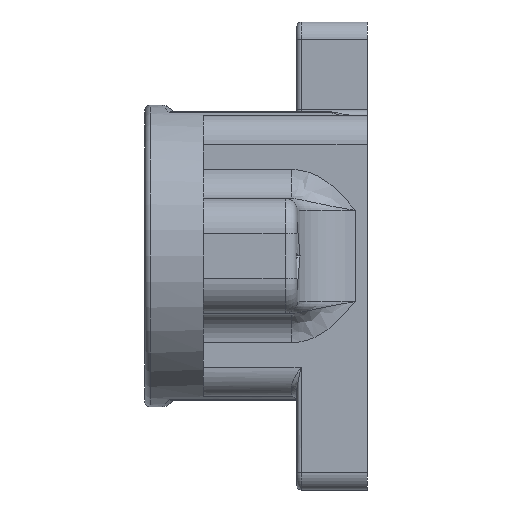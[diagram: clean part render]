
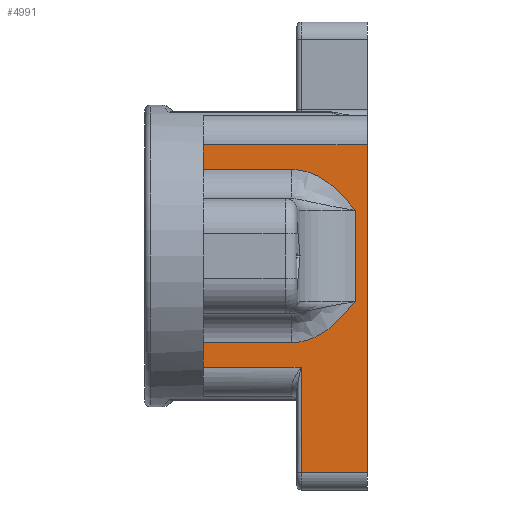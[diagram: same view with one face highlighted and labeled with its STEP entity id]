
A CAD part, left-side view. The second image highlights one B-rep face of the part: STEP entity #4991.
In plain terms, the highlighted planar face has unit normal (-1, 0, 0).
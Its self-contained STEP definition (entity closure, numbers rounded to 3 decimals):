
#162 = VECTOR ( 'NONE', #5140, 1000. ) ;
#181 = VECTOR ( 'NONE', #3803, 1000. ) ;
#315 = CARTESIAN_POINT ( 'NONE',  ( -12., 1., 3.9 ) ) ;
#328 = CARTESIAN_POINT ( 'NONE',  ( -12., 1., -4.9 ) ) ;
#410 = CARTESIAN_POINT ( 'NONE',  ( -12., 2.909, -5.931 ) ) ;
#577 = ORIENTED_EDGE ( 'NONE', *, *, #2383, .T. ) ;
#895 = CARTESIAN_POINT ( 'NONE',  ( -12., 14., -9.5 ) ) ;
#971 = CARTESIAN_POINT ( 'NONE',  ( -12., 14., -7.4 ) ) ;
#998 = ORIENTED_EDGE ( 'NONE', *, *, #7520, .T. ) ;
#1088 = CARTESIAN_POINT ( 'NONE',  ( -12., 1.36, -4.326 ) ) ;
#1127 = LINE ( 'NONE', #6583, #8703 ) ;
#1203 = AXIS2_PLACEMENT_3D ( 'NONE', #8200, #5365, #2026 ) ;
#1245 = EDGE_CURVE ( 'NONE', #7852, #2949, #8882, .T. ) ;
#1376 = CARTESIAN_POINT ( 'NONE',  ( -12., 14., 9.5 ) ) ;
#1398 = CARTESIAN_POINT ( 'NONE',  ( -12., 5.65, -12. ) ) ;
#1418 = LINE ( 'NONE', #1376, #5202 ) ;
#1440 = DIRECTION ( 'NONE',  ( 0., 0., -1. ) ) ;
#1458 = CARTESIAN_POINT ( 'NONE',  ( -12., 6.171, -7.4 ) ) ;
#1606 = ORIENTED_EDGE ( 'NONE', *, *, #8616, .T. ) ;
#1677 = CARTESIAN_POINT ( 'NONE',  ( -12., 5.074, -7.188 ) ) ;
#1692 = ORIENTED_EDGE ( 'NONE', *, *, #8284, .T. ) ;
#1757 = CARTESIAN_POINT ( 'NONE',  ( -12., 1., -3.9 ) ) ;
#1806 = CARTESIAN_POINT ( 'NONE',  ( -12., 3.803, -6.612 ) ) ;
#1852 = CARTESIAN_POINT ( 'NONE',  ( -12., 0., -12. ) ) ;
#1927 = VERTEX_POINT ( 'NONE', #6149 ) ;
#1937 = ORIENTED_EDGE ( 'NONE', *, *, #2346, .T. ) ;
#2026 = DIRECTION ( 'NONE',  ( 0., 0., -1. ) ) ;
#2309 = CARTESIAN_POINT ( 'NONE',  ( -12., 5.345, -7.267 ) ) ;
#2333 = ORIENTED_EDGE ( 'NONE', *, *, #4051, .T. ) ;
#2346 = EDGE_CURVE ( 'NONE', #2879, #5535, #1418, .T. ) ;
#2369 = VERTEX_POINT ( 'NONE', #6914 ) ;
#2383 = EDGE_CURVE ( 'NONE', #2827, #8626, #2994, .T. ) ;
#2463 = CARTESIAN_POINT ( 'NONE',  ( -12., 3.125, -6.111 ) ) ;
#2732 = CARTESIAN_POINT ( 'NONE',  ( -12., 5.65, -18.5 ) ) ;
#2827 = VERTEX_POINT ( 'NONE', #4684 ) ;
#2879 = VERTEX_POINT ( 'NONE', #8191 ) ;
#2949 = VERTEX_POINT ( 'NONE', #315 ) ;
#2984 = B_SPLINE_CURVE_WITH_KNOTS ( 'NONE', 3,
 ( #1757, #1088, #6584, #8641, #7981, #410, #2463, #1806, #5092, #1677, #2309, #7771, #1458, #7679 ),
 .UNSPECIFIED., .F., .F.,
 ( 4, 2, 2, 2, 2, 2, 4 ),
 ( 0., 0.002, 0.002, 0.003, 0.005, 0.006, 0.007 ),
 .UNSPECIFIED. ) ;
#2994 = LINE ( 'NONE', #971, #181 ) ;
#3055 = CARTESIAN_POINT ( 'NONE',  ( -12., 14., -12. ) ) ;
#3155 = ORIENTED_EDGE ( 'NONE', *, *, #3830, .T. ) ;
#3184 = VECTOR ( 'NONE', #1440, 1000. ) ;
#3356 = VECTOR ( 'NONE', #7848, 1000. ) ;
#3382 = CARTESIAN_POINT ( 'NONE',  ( -12., 14., 7.4 ) ) ;
#3407 = CARTESIAN_POINT ( 'NONE',  ( -12., 5.893, 7.372 ) ) ;
#3532 = VERTEX_POINT ( 'NONE', #6904 ) ;
#3545 = CARTESIAN_POINT ( 'NONE',  ( -12., 6.454, 7.4 ) ) ;
#3574 = ORIENTED_EDGE ( 'NONE', *, *, #7212, .T. ) ;
#3658 = VECTOR ( 'NONE', #4195, 1000. ) ;
#3760 = CARTESIAN_POINT ( 'NONE',  ( -12., 3.803, 6.612 ) ) ;
#3803 = DIRECTION ( 'NONE',  ( 0., 1., 0. ) ) ;
#3814 = CARTESIAN_POINT ( 'NONE',  ( -12., 1., 3.9 ) ) ;
#3830 = EDGE_CURVE ( 'NONE', #2949, #1927, #4422, .T. ) ;
#3861 = ORIENTED_EDGE ( 'NONE', *, *, #6508, .F. ) ;
#4051 = EDGE_CURVE ( 'NONE', #2369, #7791, #7611, .T. ) ;
#4150 = DIRECTION ( 'NONE',  ( 0., 1., 0. ) ) ;
#4195 = DIRECTION ( 'NONE',  ( 0., -1., 0. ) ) ;
#4302 = CARTESIAN_POINT ( 'NONE',  ( -12., 4.285, 6.89 ) ) ;
#4330 = VERTEX_POINT ( 'NONE', #895 ) ;
#4345 = CARTESIAN_POINT ( 'NONE',  ( -12., 5.074, 7.188 ) ) ;
#4422 = LINE ( 'NONE', #328, #5362 ) ;
#4506 = VECTOR ( 'NONE', #6204, 1000. ) ;
#4684 = CARTESIAN_POINT ( 'NONE',  ( -12., 6.454, -7.4 ) ) ;
#4696 = EDGE_LOOP ( 'NONE', ( #1692, #2333, #1606, #3574, #1937, #5512, #5761, #8810, #3155, #998, #577, #3861 ) ) ;
#4834 = LINE ( 'NONE', #6092, #3658 ) ;
#4991 = ADVANCED_FACE ( 'NONE', ( #8790 ), #6734, .F. ) ;
#5092 = CARTESIAN_POINT ( 'NONE',  ( -12., 4.285, -6.89 ) ) ;
#5098 = EDGE_CURVE ( 'NONE', #3532, #5535, #5131, .T. ) ;
#5131 = LINE ( 'NONE', #3055, #3356 ) ;
#5140 = DIRECTION ( 'NONE',  ( 0., 0., 1. ) ) ;
#5154 = CARTESIAN_POINT ( 'NONE',  ( -12., 5.345, 7.267 ) ) ;
#5202 = VECTOR ( 'NONE', #4150, 1000. ) ;
#5362 = VECTOR ( 'NONE', #8572, 1000. ) ;
#5365 = DIRECTION ( 'NONE',  ( 1., 0., 0. ) ) ;
#5462 = CARTESIAN_POINT ( 'NONE',  ( -12., 14., -9.5 ) ) ;
#5512 = ORIENTED_EDGE ( 'NONE', *, *, #5098, .F. ) ;
#5535 = VERTEX_POINT ( 'NONE', #7378 ) ;
#5761 = ORIENTED_EDGE ( 'NONE', *, *, #7265, .T. ) ;
#5789 = CARTESIAN_POINT ( 'NONE',  ( -12., 2.909, 5.931 ) ) ;
#6012 = VERTEX_POINT ( 'NONE', #7151 ) ;
#6092 = CARTESIAN_POINT ( 'NONE',  ( -12., 0., -18.5 ) ) ;
#6149 = CARTESIAN_POINT ( 'NONE',  ( -12., 1., -3.9 ) ) ;
#6204 = DIRECTION ( 'NONE',  ( 0., -1., 0. ) ) ;
#6383 = CARTESIAN_POINT ( 'NONE',  ( -12., 1.36, 4.326 ) ) ;
#6508 = EDGE_CURVE ( 'NONE', #4330, #8626, #1127, .T. ) ;
#6567 = CARTESIAN_POINT ( 'NONE',  ( -12., 2.496, 5.555 ) ) ;
#6583 = CARTESIAN_POINT ( 'NONE',  ( -12., 14., -12. ) ) ;
#6584 = CARTESIAN_POINT ( 'NONE',  ( -12., 1.722, -4.754 ) ) ;
#6626 = LINE ( 'NONE', #1852, #162 ) ;
#6734 = PLANE ( 'NONE',  #1203 ) ;
#6763 = LINE ( 'NONE', #3382, #4506 ) ;
#6841 = LINE ( 'NONE', #5462, #8832 ) ;
#6904 = CARTESIAN_POINT ( 'NONE',  ( -12., 14., 7.4 ) ) ;
#6914 = CARTESIAN_POINT ( 'NONE',  ( -12., 5.65, -9.5 ) ) ;
#7072 = CARTESIAN_POINT ( 'NONE',  ( -12., 1.722, 4.754 ) ) ;
#7122 = CARTESIAN_POINT ( 'NONE',  ( -12., 2.298, 5.359 ) ) ;
#7151 = CARTESIAN_POINT ( 'NONE',  ( -12., 0., -18.5 ) ) ;
#7168 = CARTESIAN_POINT ( 'NONE',  ( -12., 3.125, 6.111 ) ) ;
#7212 = EDGE_CURVE ( 'NONE', #6012, #2879, #6626, .T. ) ;
#7265 = EDGE_CURVE ( 'NONE', #3532, #7852, #6763, .T. ) ;
#7305 = DIRECTION ( 'NONE',  ( 0., 0., 1. ) ) ;
#7378 = CARTESIAN_POINT ( 'NONE',  ( -12., 14., 9.5 ) ) ;
#7445 = CARTESIAN_POINT ( 'NONE',  ( -12., 6.454, 7.4 ) ) ;
#7520 = EDGE_CURVE ( 'NONE', #1927, #2827, #2984, .T. ) ;
#7611 = LINE ( 'NONE', #1398, #3184 ) ;
#7679 = CARTESIAN_POINT ( 'NONE',  ( -12., 6.454, -7.4 ) ) ;
#7771 = CARTESIAN_POINT ( 'NONE',  ( -12., 5.893, -7.372 ) ) ;
#7791 = VERTEX_POINT ( 'NONE', #2732 ) ;
#7848 = DIRECTION ( 'NONE',  ( 0., 0., 1. ) ) ;
#7852 = VERTEX_POINT ( 'NONE', #7445 ) ;
#7981 = CARTESIAN_POINT ( 'NONE',  ( -12., 2.496, -5.555 ) ) ;
#8169 = CARTESIAN_POINT ( 'NONE',  ( -12., 14., -7.4 ) ) ;
#8191 = CARTESIAN_POINT ( 'NONE',  ( -12., 0., 9.5 ) ) ;
#8200 = CARTESIAN_POINT ( 'NONE',  ( -12., 14., -12. ) ) ;
#8218 = DIRECTION ( 'NONE',  ( 0., -1., 0. ) ) ;
#8284 = EDGE_CURVE ( 'NONE', #4330, #2369, #6841, .T. ) ;
#8357 = CARTESIAN_POINT ( 'NONE',  ( -12., 6.171, 7.4 ) ) ;
#8572 = DIRECTION ( 'NONE',  ( 0., 0., -1. ) ) ;
#8616 = EDGE_CURVE ( 'NONE', #7791, #6012, #4834, .T. ) ;
#8626 = VERTEX_POINT ( 'NONE', #8169 ) ;
#8641 = CARTESIAN_POINT ( 'NONE',  ( -12., 2.298, -5.359 ) ) ;
#8703 = VECTOR ( 'NONE', #7305, 1000. ) ;
#8790 = FACE_OUTER_BOUND ( 'NONE', #4696, .T. ) ;
#8810 = ORIENTED_EDGE ( 'NONE', *, *, #1245, .T. ) ;
#8832 = VECTOR ( 'NONE', #8218, 1000. ) ;
#8882 = B_SPLINE_CURVE_WITH_KNOTS ( 'NONE', 3,
 ( #3545, #8357, #3407, #5154, #4345, #4302, #3760, #7168, #5789, #6567, #7122, #7072, #6383, #3814 ),
 .UNSPECIFIED., .F., .F.,
 ( 4, 2, 2, 2, 2, 2, 4 ),
 ( 0., 0.001, 0.002, 0.003, 0.004, 0.005, 0.007 ),
 .UNSPECIFIED. ) ;
